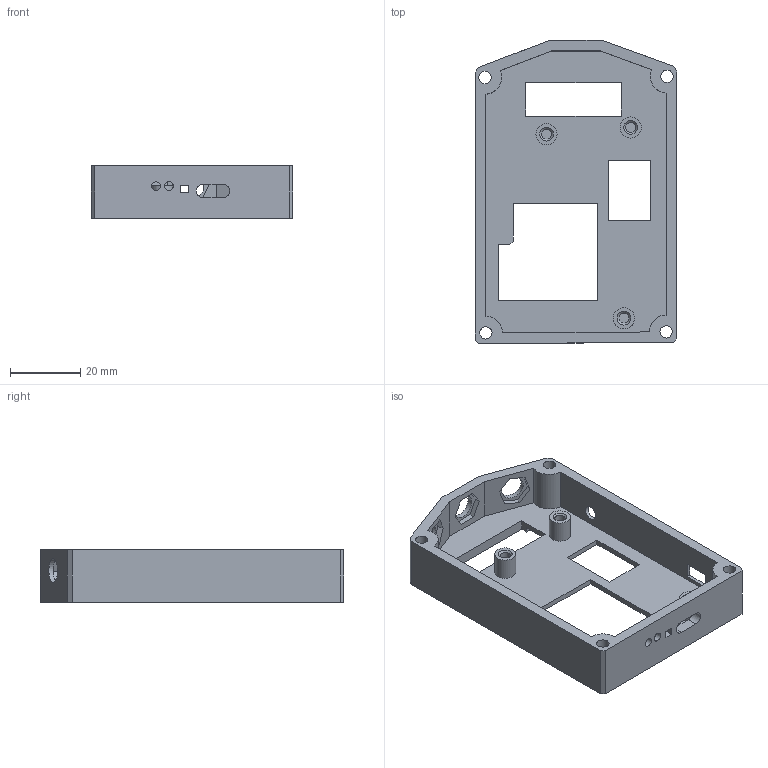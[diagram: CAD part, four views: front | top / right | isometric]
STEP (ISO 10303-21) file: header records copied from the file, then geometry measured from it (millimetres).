
FILE_DESCRIPTION(/* description */ ('','CAx-IF Rec.Pracs.---Representation and Presentation of Product Manufacturing Information (PMI)---4.0---2014-10-13'),/* implementation_level */ '2;1');
FILE_NAME(/* name */ 'Center.step',/* time_stamp */ '2025-03-25T14:01:10-05:00',/* author */ (''),/* organization */ (''),/* preprocessor_version */ 'ST-DEVELOPER v20',/* originating_system */ 'Autodesk Translation Framework v13.20.0.188',/* authorisation */ '');
FILE_SCHEMA (('AP242_MANAGED_MODEL_BASED_3D_ENGINEERING_MIM_LF { 1 0 10303 442 1 1 4 }'));
Length unit declared in the file: millimetre
Products named in the file (1): Center
Bounding box: 57.14 x 86.02 x 15 mm (x, y, z)
Volume: 16202.3 mm3; surface area: 16039.6 mm2
Topology: 1 solids, 1 shells, 114 faces, 292 edges, 192 vertices
Faces by surface type: plane 87, cylinder 23, cone 4
Full cylindrical faces by diameter (mm): 2.5 x2, 2.9 x3, 3.5 x4, 4 x1, 6 x3, 6.75 x3, 10 x1
Entity records: 3519 total; most frequent: CARTESIAN_POINT 599, ORIENTED_EDGE 584, DIRECTION 572, EDGE_CURVE 292, LINE 242, VECTOR 242, VERTEX_POINT 192, AXIS2_PLACEMENT_3D 165
